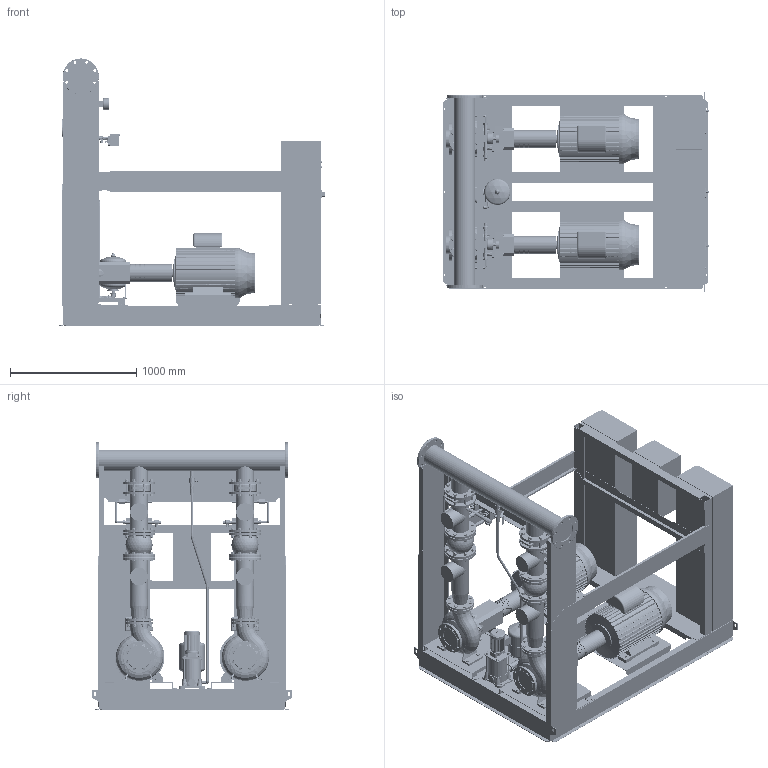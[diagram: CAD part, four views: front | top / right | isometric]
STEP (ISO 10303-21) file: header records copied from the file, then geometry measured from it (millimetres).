
FILE_DESCRIPTION((''),'2;1');
FILE_NAME('3d_Sifire-EN-100_200-183-30_30_0.55EEJ-4183975.stp','2015-05-25T14:38:39',(''),(''),'Mechanical Desktop 2009','Mechanical Desktop 2009',', , ');
FILE_SCHEMA(('CONFIG_CONTROL_DESIGN'));
Length unit declared in the file: millimetre
Products named in the file (1): Product
Bounding box: 2105.5 x 1582 x 2112.5 mm (x, y, z)
Volume: 675055297 mm3; surface area: 41703828.8 mm2
Topology: 319 solids, 319 shells, 7334 faces, 17587 edges, 11055 vertices
Faces by surface type: plane 2521, bspline 2296, cylinder 1445, cone 880, torus 156, sphere 36
Entity records: 235074 total; most frequent: CARTESIAN_POINT 76223, ORIENTED_EDGE 35114, DIRECTION 30151, EDGE_CURVE 17557, VERTEX_POINT 11053, AXIS2_PLACEMENT_3D 10752, VECTOR 8647, LINE 8647
